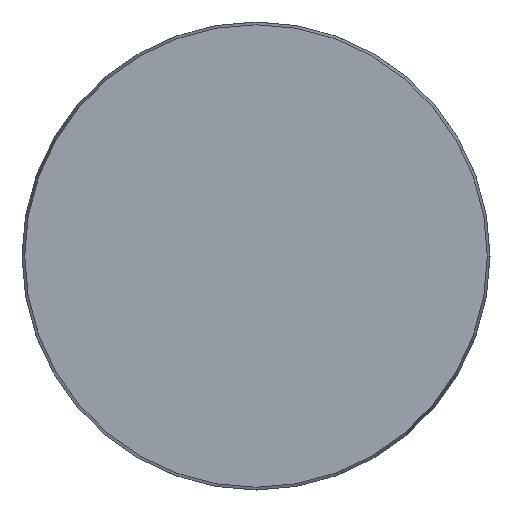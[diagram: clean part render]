
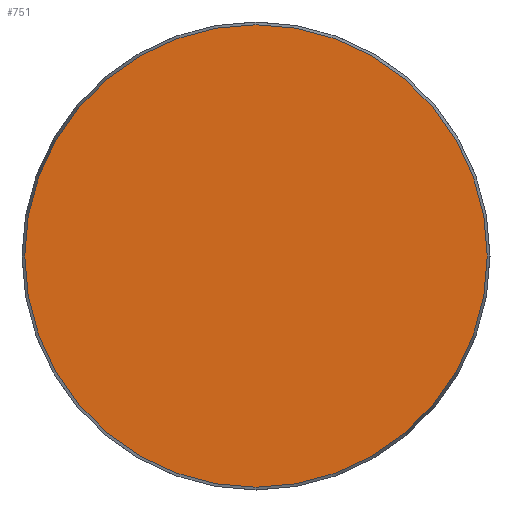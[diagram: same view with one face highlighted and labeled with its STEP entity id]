
A CAD part, front view. The second image highlights one B-rep face of the part: STEP entity #751.
In plain terms, the highlighted planar face has unit normal (0, -1, 0).
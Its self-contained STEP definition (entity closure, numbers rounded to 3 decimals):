
#13 = DIRECTION ( 'NONE',  ( 0., 1., 0. ) ) ;
#48 = PLANE ( 'NONE',  #405 ) ;
#68 = CIRCLE ( 'NONE', #343, 48.425 ) ;
#197 = EDGE_CURVE ( 'NONE', #218, #218, #68, .T. ) ;
#218 = VERTEX_POINT ( 'NONE', #261 ) ;
#221 = ORIENTED_EDGE ( 'NONE', *, *, #197, .T. ) ;
#261 = CARTESIAN_POINT ( 'NONE',  ( 0., 0., -48.425 ) ) ;
#302 = DIRECTION ( 'NONE',  ( 0., 0., 1. ) ) ;
#336 = CARTESIAN_POINT ( 'NONE',  ( 0., 0., 0. ) ) ;
#343 = AXIS2_PLACEMENT_3D ( 'NONE', #336, #743, #678 ) ;
#364 = EDGE_LOOP ( 'NONE', ( #221 ) ) ;
#405 = AXIS2_PLACEMENT_3D ( 'NONE', #535, #13, #302 ) ;
#535 = CARTESIAN_POINT ( 'NONE',  ( -48.425, 0., 0. ) ) ;
#597 = FACE_OUTER_BOUND ( 'NONE', #364, .T. ) ;
#678 = DIRECTION ( 'NONE',  ( 0., 0., -1. ) ) ;
#743 = DIRECTION ( 'NONE',  ( 0., -1., 0. ) ) ;
#751 = ADVANCED_FACE ( 'NONE', ( #597 ), #48, .F. ) ;
